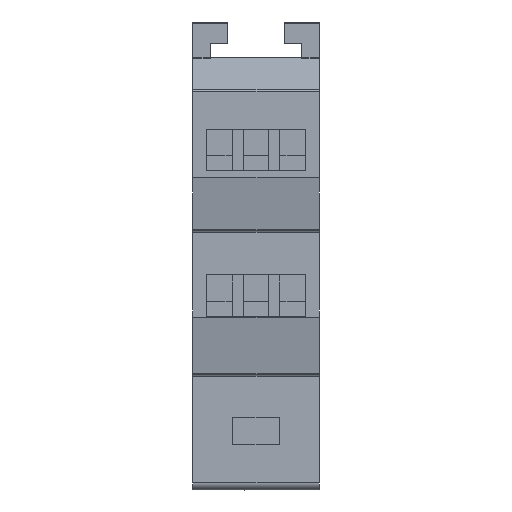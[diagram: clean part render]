
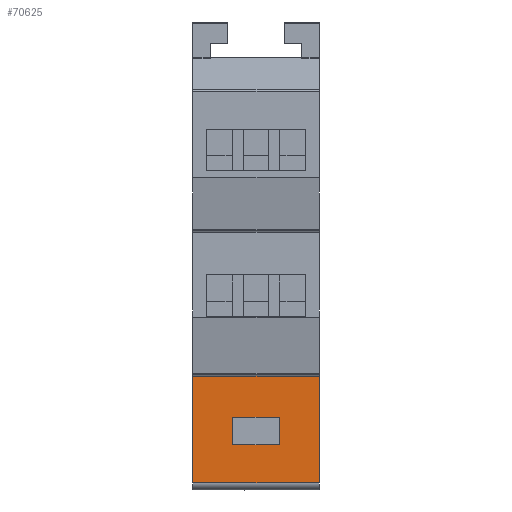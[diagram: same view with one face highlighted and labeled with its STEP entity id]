
A CAD part, front view. The second image highlights one B-rep face of the part: STEP entity #70625.
In plain terms, the highlighted planar face has unit normal (0, -1, 0).
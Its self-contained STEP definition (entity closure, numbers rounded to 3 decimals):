
#1267 = VERTEX_POINT ( 'NONE', #31954 ) ;
#3755 = VECTOR ( 'NONE', #50651, 1000. ) ;
#6136 = EDGE_CURVE ( 'NONE', #51693, #77432, #73175, .T. ) ;
#7418 = VERTEX_POINT ( 'NONE', #39147 ) ;
#8089 = EDGE_LOOP ( 'NONE', ( #58339, #49743, #23600, #69684 ) ) ;
#8721 = ORIENTED_EDGE ( 'NONE', *, *, #65726, .T. ) ;
#11055 = PLANE ( 'NONE',  #37977 ) ;
#11823 = CARTESIAN_POINT ( 'NONE',  ( -3.2, -22.5, -49.9 ) ) ;
#12408 = CARTESIAN_POINT ( 'NONE',  ( 3.2, -22.5, -49.9 ) ) ;
#12459 = EDGE_CURVE ( 'NONE', #7418, #22132, #44081, .T. ) ;
#14487 = VECTOR ( 'NONE', #51880, 1000. ) ;
#15825 = CARTESIAN_POINT ( 'NONE',  ( 8.8, -22.5, -59. ) ) ;
#18391 = DIRECTION ( 'NONE',  ( 0., 1., 0. ) ) ;
#18785 = CARTESIAN_POINT ( 'NONE',  ( -8.8, -22.5, -44.2 ) ) ;
#21528 = CARTESIAN_POINT ( 'NONE',  ( 3.2, -22.5, -53.7 ) ) ;
#22132 = VERTEX_POINT ( 'NONE', #46210 ) ;
#23600 = ORIENTED_EDGE ( 'NONE', *, *, #61194, .T. ) ;
#23647 = DIRECTION ( 'NONE',  ( 0., 0., 1. ) ) ;
#23729 = CARTESIAN_POINT ( 'NONE',  ( 8.8, -22.5, -44. ) ) ;
#24963 = CARTESIAN_POINT ( 'NONE',  ( 3.2, -22.5, -49.9 ) ) ;
#26058 = VERTEX_POINT ( 'NONE', #58897 ) ;
#26938 = CARTESIAN_POINT ( 'NONE',  ( 8.8, -22.5, -59. ) ) ;
#27838 = VECTOR ( 'NONE', #32812, 1000. ) ;
#28070 = DIRECTION ( 'NONE',  ( -1., 0., 0. ) ) ;
#29111 = VECTOR ( 'NONE', #42131, 1000. ) ;
#29269 = LINE ( 'NONE', #54184, #14487 ) ;
#29677 = ORIENTED_EDGE ( 'NONE', *, *, #6136, .F. ) ;
#31491 = CARTESIAN_POINT ( 'NONE',  ( 8.8, -22.5, -44.2 ) ) ;
#31954 = CARTESIAN_POINT ( 'NONE',  ( 3.2, -22.5, -49.9 ) ) ;
#32812 = DIRECTION ( 'NONE',  ( 1., 0., 0. ) ) ;
#34206 = LINE ( 'NONE', #21528, #58860 ) ;
#35945 = DIRECTION ( 'NONE',  ( -1., 0., 0. ) ) ;
#36368 = DIRECTION ( 'NONE',  ( 0., 0., 1. ) ) ;
#36420 = DIRECTION ( 'NONE',  ( 0., 0., -1. ) ) ;
#36425 = ORIENTED_EDGE ( 'NONE', *, *, #39183, .T. ) ;
#37977 = AXIS2_PLACEMENT_3D ( 'NONE', #48635, #18391, #36368 ) ;
#39147 = CARTESIAN_POINT ( 'NONE',  ( -3.2, -22.5, -53.7 ) ) ;
#39183 = EDGE_CURVE ( 'NONE', #26058, #77432, #57583, .T. ) ;
#42131 = DIRECTION ( 'NONE',  ( 0., 0., -1. ) ) ;
#42707 = VERTEX_POINT ( 'NONE', #71518 ) ;
#44081 = LINE ( 'NONE', #11823, #59272 ) ;
#45203 = EDGE_CURVE ( 'NONE', #58935, #7418, #34206, .T. ) ;
#46210 = CARTESIAN_POINT ( 'NONE',  ( -3.2, -22.5, -49.9 ) ) ;
#48635 = CARTESIAN_POINT ( 'NONE',  ( 8.8, -22.5, -44. ) ) ;
#49498 = LINE ( 'NONE', #24963, #70318 ) ;
#49743 = ORIENTED_EDGE ( 'NONE', *, *, #50599, .T. ) ;
#50599 = EDGE_CURVE ( 'NONE', #22132, #1267, #68374, .T. ) ;
#50651 = DIRECTION ( 'NONE',  ( 1., 0., 0. ) ) ;
#51693 = VERTEX_POINT ( 'NONE', #31491 ) ;
#51880 = DIRECTION ( 'NONE',  ( 0., 0., -1. ) ) ;
#52642 = EDGE_LOOP ( 'NONE', ( #29677, #59393, #8721, #36425 ) ) ;
#53400 = CARTESIAN_POINT ( 'NONE',  ( 3.2, -22.5, -53.7 ) ) ;
#53735 = VECTOR ( 'NONE', #35945, 1000. ) ;
#54184 = CARTESIAN_POINT ( 'NONE',  ( -8.8, -22.5, -44. ) ) ;
#57583 = LINE ( 'NONE', #26938, #3755 ) ;
#58339 = ORIENTED_EDGE ( 'NONE', *, *, #12459, .T. ) ;
#58860 = VECTOR ( 'NONE', #28070, 1000. ) ;
#58897 = CARTESIAN_POINT ( 'NONE',  ( -8.8, -22.5, -59. ) ) ;
#58935 = VERTEX_POINT ( 'NONE', #53400 ) ;
#59272 = VECTOR ( 'NONE', #23647, 1000. ) ;
#59393 = ORIENTED_EDGE ( 'NONE', *, *, #72751, .T. ) ;
#61194 = EDGE_CURVE ( 'NONE', #1267, #58935, #49498, .T. ) ;
#65726 = EDGE_CURVE ( 'NONE', #42707, #26058, #29269, .T. ) ;
#68223 = LINE ( 'NONE', #18785, #53735 ) ;
#68374 = LINE ( 'NONE', #12408, #27838 ) ;
#69684 = ORIENTED_EDGE ( 'NONE', *, *, #45203, .T. ) ;
#70318 = VECTOR ( 'NONE', #36420, 1000. ) ;
#70625 = ADVANCED_FACE ( 'NONE', ( #74355, #79680 ), #11055, .F. ) ;
#71518 = CARTESIAN_POINT ( 'NONE',  ( -8.8, -22.5, -44.2 ) ) ;
#72751 = EDGE_CURVE ( 'NONE', #51693, #42707, #68223, .T. ) ;
#73175 = LINE ( 'NONE', #23729, #29111 ) ;
#74355 = FACE_OUTER_BOUND ( 'NONE', #52642, .T. ) ;
#77432 = VERTEX_POINT ( 'NONE', #15825 ) ;
#79680 = FACE_BOUND ( 'NONE', #8089, .T. ) ;
